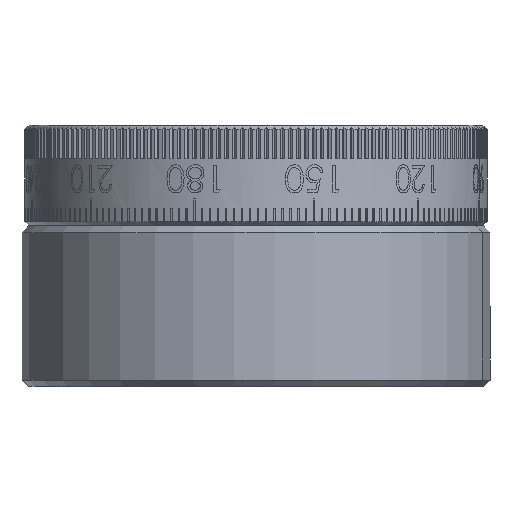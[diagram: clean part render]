
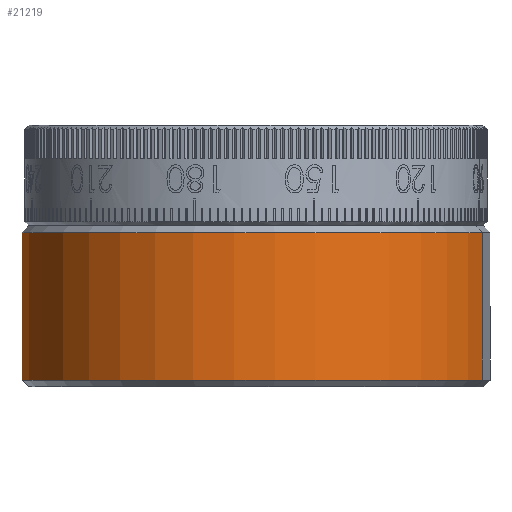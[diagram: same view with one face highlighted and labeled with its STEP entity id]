
A CAD part, front view. The second image highlights one B-rep face of the part: STEP entity #21219.
In plain terms, the highlighted cylindrical face has radius 17.5 mm (diameter 35 mm), a partial arc.
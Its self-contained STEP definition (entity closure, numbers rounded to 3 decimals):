
#830 = VERTEX_POINT ( 'NONE', #47550 ) ;
#1470 = LINE ( 'NONE', #43261, #39776 ) ;
#3966 = ORIENTED_EDGE ( 'NONE', *, *, #4225, .F. ) ;
#4225 = EDGE_CURVE ( 'NONE', #830, #43615, #1470, .T. ) ;
#5622 = CARTESIAN_POINT ( 'NONE',  ( -17.664, 5.674, 5.5 ) ) ;
#6331 = EDGE_CURVE ( 'NONE', #14877, #43615, #16355, .T. ) ;
#7857 = VECTOR ( 'NONE', #31279, 1000. ) ;
#9036 = LINE ( 'NONE', #38802, #7857 ) ;
#11675 = AXIS2_PLACEMENT_3D ( 'NONE', #35621, #17100, #43126 ) ;
#12549 = EDGE_CURVE ( 'NONE', #20671, #14877, #9036, .T. ) ;
#14877 = VERTEX_POINT ( 'NONE', #41956 ) ;
#16355 = CIRCLE ( 'NONE', #39836, 17.5 ) ;
#17100 = DIRECTION ( 'NONE',  ( 0., 0., 1. ) ) ;
#20081 = CARTESIAN_POINT ( 'NONE',  ( -0.796, 1.013, 5.5 ) ) ;
#20251 = DIRECTION ( 'NONE',  ( 0., 0., 1. ) ) ;
#20671 = VERTEX_POINT ( 'NONE', #31570 ) ;
#21219 = ADVANCED_FACE ( 'NONE', ( #38653 ), #37489, .T. ) ;
#23808 = DIRECTION ( 'NONE',  ( -0.964, 0.266, 0. ) ) ;
#30311 = ORIENTED_EDGE ( 'NONE', *, *, #6331, .T. ) ;
#31279 = DIRECTION ( 'NONE',  ( 0., 0., 1. ) ) ;
#31282 = ORIENTED_EDGE ( 'NONE', *, *, #35719, .T. ) ;
#31570 = CARTESIAN_POINT ( 'NONE',  ( 16.072, -3.647, -5.5 ) ) ;
#35621 = CARTESIAN_POINT ( 'NONE',  ( -0.796, 1.013, -6. ) ) ;
#35719 = EDGE_CURVE ( 'NONE', #830, #20671, #36844, .T. ) ;
#36844 = CIRCLE ( 'NONE', #43186, 17.5 ) ;
#37489 = CYLINDRICAL_SURFACE ( 'NONE', #11675, 17.5 ) ;
#38653 = FACE_OUTER_BOUND ( 'NONE', #45147, .T. ) ;
#38802 = CARTESIAN_POINT ( 'NONE',  ( 16.072, -3.647, -6. ) ) ;
#39687 = DIRECTION ( 'NONE',  ( 0., 0., 1. ) ) ;
#39776 = VECTOR ( 'NONE', #39687, 1000. ) ;
#39836 = AXIS2_PLACEMENT_3D ( 'NONE', #20081, #46139, #23808 ) ;
#41956 = CARTESIAN_POINT ( 'NONE',  ( 16.072, -3.647, 5.5 ) ) ;
#42541 = CARTESIAN_POINT ( 'NONE',  ( -0.796, 1.013, -5.5 ) ) ;
#43126 = DIRECTION ( 'NONE',  ( 0.964, -0.266, 0. ) ) ;
#43186 = AXIS2_PLACEMENT_3D ( 'NONE', #42541, #20251, #46330 ) ;
#43261 = CARTESIAN_POINT ( 'NONE',  ( -17.664, 5.674, -6. ) ) ;
#43615 = VERTEX_POINT ( 'NONE', #5622 ) ;
#45147 = EDGE_LOOP ( 'NONE', ( #3966, #31282, #45989, #30311 ) ) ;
#45989 = ORIENTED_EDGE ( 'NONE', *, *, #12549, .T. ) ;
#46139 = DIRECTION ( 'NONE',  ( 0., 0., -1. ) ) ;
#46330 = DIRECTION ( 'NONE',  ( -0.964, 0.266, 0. ) ) ;
#47550 = CARTESIAN_POINT ( 'NONE',  ( -17.664, 5.674, -5.5 ) ) ;
